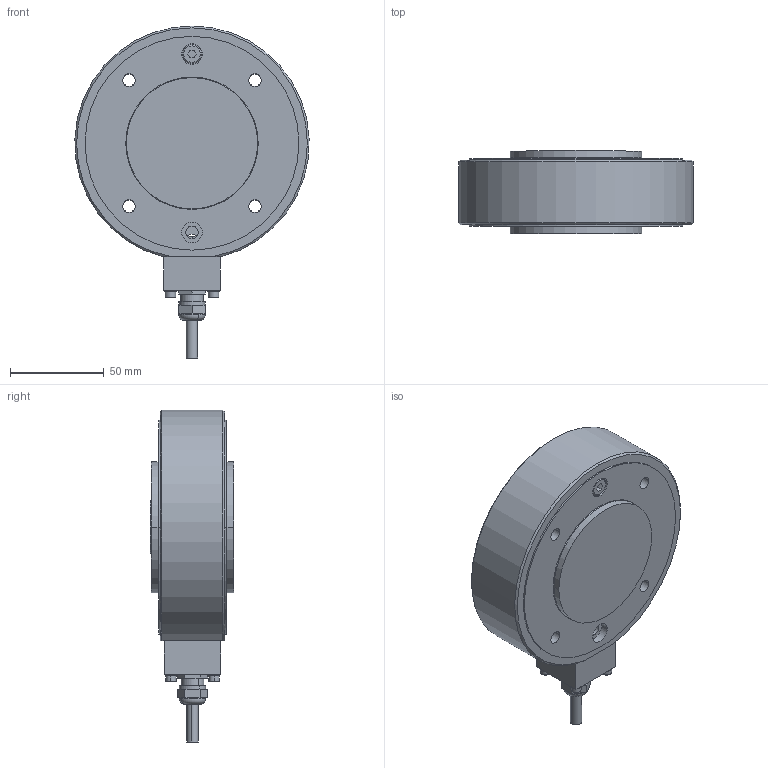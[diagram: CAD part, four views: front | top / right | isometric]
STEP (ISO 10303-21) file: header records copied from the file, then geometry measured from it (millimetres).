
FILE_DESCRIPTION (( 'STEP AP203' ), '1' );
FILE_NAME ('31101991_stp_-.step', '2019-12-25T15:53:29', ( '' ), ( '' ), 'SwSTEP 2.0', 'SolidWorks 2018', '' );
FILE_SCHEMA (( 'CONFIG_CONTROL_DESIGN' ));
Length unit declared in the file: millimetre
Products named in the file (17): 49046-04_stp_01; 49009_01; 51065_01; 49046-05_stp_01; 43403.03_01; 47956_01; Zyl-Schr DIN7984_M6x30; Federringe_DIN127A_M03; 31101991_stp_-; Zyl-Schr DIN912_M3x25; PKL_2202_01; 31101749_01; 49083_01; Steuerkabel_6x20; 51064_01; Si-Ring DIN472_D35x1.5; 31101677_V-020A
Assembly tree (23 placements, depth 3):
  31101991_stp_-
    49046-05_stp_01
      49046-04_stp_01
      Si-Ring DIN472_D35x1.5
    43403.03_01  x2
    49009_01
    47956_01
    51064_01
    51065_01
    PKL_2202_01
    31101677_V-020A
    Zyl-Schr DIN7984_M6x30
    49083_01
    Federringe_DIN127A_M03  x4
    Zyl-Schr DIN912_M3x25  x4
    31101749_01
    Steuerkabel_6x20
Bounding box: 124.89 x 44.6 x 177 mm (x, y, z)
Volume: 418057.2 mm3; surface area: 139936 mm2
Topology: 41 solids, 41 shells, 572 faces, 1428 edges, 926 vertices
Faces by surface type: cylinder 296, plane 158, cone 40, torus 40, sphere 38
Entity records: 16321 total; most frequent: CARTESIAN_POINT 2755, DIRECTION 2702, ORIENTED_EDGE 2210, AXIS2_PLACEMENT_3D 1143, EDGE_CURVE 1105, VERTEX_POINT 728, CIRCLE 649, EDGE_LOOP 585
